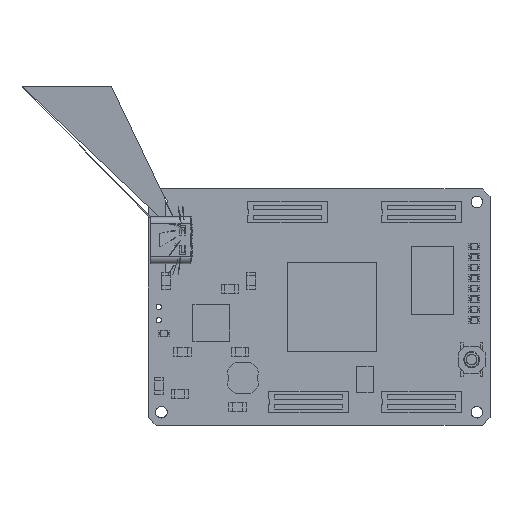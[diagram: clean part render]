
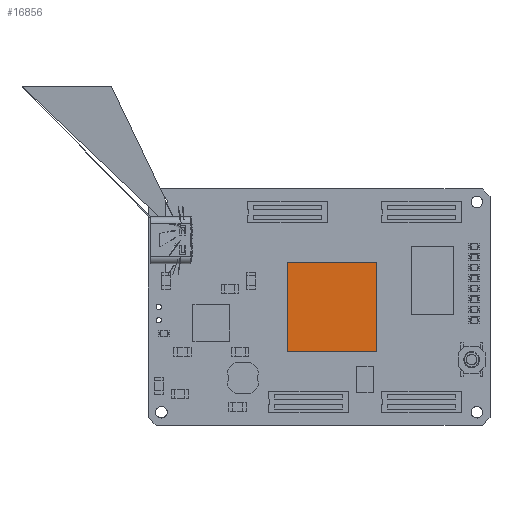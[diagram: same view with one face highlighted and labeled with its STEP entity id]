
A CAD part, top view. The second image highlights one B-rep face of the part: STEP entity #16856.
In plain terms, the highlighted free-form (B-spline) face has degree [1, 1] with [2, 2] control points.
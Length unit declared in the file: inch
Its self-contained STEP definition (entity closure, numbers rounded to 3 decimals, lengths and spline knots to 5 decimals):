
#1327 = B_SPLINE_CURVE_WITH_KNOTS ( 'NONE', 1,
 ( #11554, #17355 ),
 .UNSPECIFIED., .F., .F.,
 ( 2, 2 ),
 ( -0.85, 0.85 ),
 .UNSPECIFIED. ) ;
#1363 = VERTEX_POINT ( 'NONE', #2052 ) ;
#1833 = CARTESIAN_POINT ( 'NONE',  ( 1.81992, 1.15008, 0.05512 ) ) ;
#2052 = CARTESIAN_POINT ( 'NONE',  ( 1.15063, 0.48079, 0.05512 ) ) ;
#2061 = EDGE_CURVE ( 'NONE', #8126, #1363, #3975, .T. ) ;
#2859 = ORIENTED_EDGE ( 'NONE', *, *, #16656, .T. ) ;
#3257 = VERTEX_POINT ( 'NONE', #1833 ) ;
#3428 = EDGE_CURVE ( 'NONE', #1363, #14754, #3474, .T. ) ;
#3474 = B_SPLINE_CURVE_WITH_KNOTS ( 'NONE', 1,
 ( #9263, #5105 ),
 .UNSPECIFIED., .F., .F.,
 ( 2, 2 ),
 ( -0.85, 0.85 ),
 .UNSPECIFIED. ) ;
#3975 = B_SPLINE_CURVE_WITH_KNOTS ( 'NONE', 1,
 ( #12628, #11354 ),
 .UNSPECIFIED., .F., .F.,
 ( 2, 2 ),
 ( -0.85, 0.85 ),
 .UNSPECIFIED. ) ;
#5105 = CARTESIAN_POINT ( 'NONE',  ( 1.81992, 0.48079, 0.05512 ) ) ;
#5943 = CARTESIAN_POINT ( 'NONE',  ( 1.82032, 1.15047, 0.05512 ) ) ;
#7577 = CARTESIAN_POINT ( 'NONE',  ( 1.82032, 0.48039, 0.05512 ) ) ;
#8126 = VERTEX_POINT ( 'NONE', #17032 ) ;
#8338 = ORIENTED_EDGE ( 'NONE', *, *, #13582, .T. ) ;
#8679 = B_SPLINE_SURFACE_WITH_KNOTS ( 'NONE', 1, 1, ( 
 ( #14343, #5943 ),
 ( #16892, #7577 ) ),
 .UNSPECIFIED., .F., .F., .F.,
 ( 2, 2 ),
 ( 2, 2 ),
 ( -0.851, 0.851 ),
 ( -0.851, 0.851 ),
 .UNSPECIFIED. ) ;
#9263 = CARTESIAN_POINT ( 'NONE',  ( 1.15063, 0.48079, 0.05512 ) ) ;
#9665 = ORIENTED_EDGE ( 'NONE', *, *, #3428, .T. ) ;
#9894 = CARTESIAN_POINT ( 'NONE',  ( 1.81992, 0.48079, 0.05512 ) ) ;
#10546 = EDGE_LOOP ( 'NONE', ( #9665, #2859, #8338, #17465 ) ) ;
#11354 = CARTESIAN_POINT ( 'NONE',  ( 1.15063, 0.48079, 0.05512 ) ) ;
#11554 = CARTESIAN_POINT ( 'NONE',  ( 1.81992, 1.15008, 0.05512 ) ) ;
#12628 = CARTESIAN_POINT ( 'NONE',  ( 1.15063, 1.15008, 0.05512 ) ) ;
#13326 = B_SPLINE_CURVE_WITH_KNOTS ( 'NONE', 1,
 ( #9894, #16527 ),
 .UNSPECIFIED., .F., .F.,
 ( 2, 2 ),
 ( -0.85, 0.85 ),
 .UNSPECIFIED. ) ;
#13582 = EDGE_CURVE ( 'NONE', #3257, #8126, #1327, .T. ) ;
#14343 = CARTESIAN_POINT ( 'NONE',  ( 1.15024, 1.15047, 0.05512 ) ) ;
#14754 = VERTEX_POINT ( 'NONE', #15706 ) ;
#15686 = FACE_OUTER_BOUND ( 'NONE', #10546, .T. ) ;
#15706 = CARTESIAN_POINT ( 'NONE',  ( 1.81992, 0.48079, 0.05512 ) ) ;
#16527 = CARTESIAN_POINT ( 'NONE',  ( 1.81992, 1.15008, 0.05512 ) ) ;
#16656 = EDGE_CURVE ( 'NONE', #14754, #3257, #13326, .T. ) ;
#16856 = ADVANCED_FACE ( 'NONE', ( #15686 ), #8679, .T. ) ;
#16892 = CARTESIAN_POINT ( 'NONE',  ( 1.15024, 0.48039, 0.05512 ) ) ;
#17032 = CARTESIAN_POINT ( 'NONE',  ( 1.15063, 1.15008, 0.05512 ) ) ;
#17355 = CARTESIAN_POINT ( 'NONE',  ( 1.15063, 1.15008, 0.05512 ) ) ;
#17465 = ORIENTED_EDGE ( 'NONE', *, *, #2061, .T. ) ;
